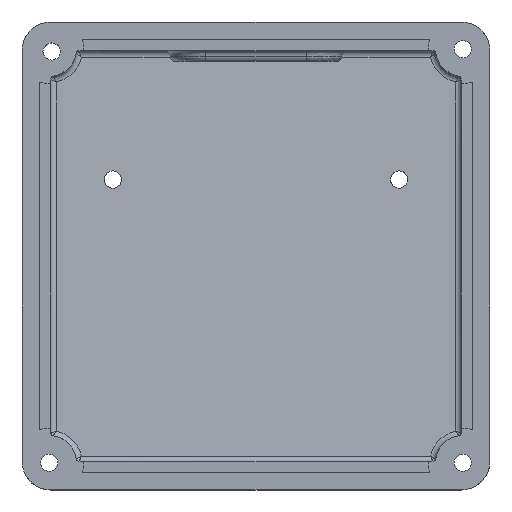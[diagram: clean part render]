
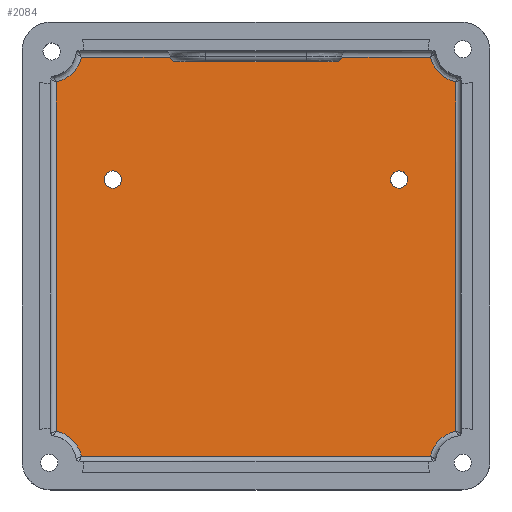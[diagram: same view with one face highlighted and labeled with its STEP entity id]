
A CAD part, top view. The second image highlights one B-rep face of the part: STEP entity #2084.
In plain terms, the highlighted planar face has unit normal (0, 0.087, 0.996).
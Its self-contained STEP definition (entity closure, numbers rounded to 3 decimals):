
#91=FACE_BOUND('',#423,.T.);
#92=FACE_BOUND('',#424,.T.);
#122=PLANE('',#2290);
#288=FACE_OUTER_BOUND('',#422,.T.);
#422=EDGE_LOOP('',(#1765,#1766,#1767,#1768,#1769,#1770,#1771,#1772,#1773,
#1774,#1775,#1776,#1777,#1778));
#423=EDGE_LOOP('',(#1779));
#424=EDGE_LOOP('',(#1780));
#597=LINE('',#3062,#738);
#599=LINE('',#3067,#740);
#603=LINE('',#3155,#744);
#640=LINE('',#4052,#781);
#643=LINE('',#4070,#784);
#646=LINE('',#4101,#787);
#648=LINE('',#4131,#789);
#650=LINE('',#4161,#791);
#738=VECTOR('',#2464,10.);
#740=VECTOR('',#2470,10.);
#744=VECTOR('',#2474,10.);
#781=VECTOR('',#2683,10.);
#784=VECTOR('',#2708,10.);
#787=VECTOR('',#2717,10.);
#789=VECTOR('',#2725,10.);
#791=VECTOR('',#2733,10.);
#858=ELLIPSE('',#2126,1.205,1.2);
#860=ELLIPSE('',#2131,1.205,1.2);
#865=ELLIPSE('',#2228,0.803,0.8);
#866=ELLIPSE('',#2231,0.803,0.8);
#870=ELLIPSE('',#2264,4.618,4.6);
#872=ELLIPSE('',#2267,4.618,4.6);
#874=ELLIPSE('',#2270,4.618,4.6);
#876=ELLIPSE('',#2273,4.618,4.6);
#883=VERTEX_POINT('',#2975);
#886=VERTEX_POINT('',#2985);
#904=VERTEX_POINT('',#3042);
#909=VERTEX_POINT('',#3056);
#911=VERTEX_POINT('',#3066);
#916=VERTEX_POINT('',#3153);
#956=VERTEX_POINT('',#3325);
#960=VERTEX_POINT('',#3373);
#967=VERTEX_POINT('',#3452);
#972=VERTEX_POINT('',#3535);
#977=VERTEX_POINT('',#3618);
#982=VERTEX_POINT('',#3701);
#987=VERTEX_POINT('',#3784);
#992=VERTEX_POINT('',#3867);
#997=VERTEX_POINT('',#3950);
#1002=VERTEX_POINT('',#4033);
#1071=EDGE_CURVE('',#883,#883,#858,.T.);
#1076=EDGE_CURVE('',#886,#886,#860,.T.);
#1111=EDGE_CURVE('',#904,#909,#597,.T.);
#1113=EDGE_CURVE('',#911,#904,#599,.T.);
#1119=EDGE_CURVE('',#909,#916,#603,.T.);
#1188=EDGE_CURVE('',#916,#956,#865,.T.);
#1195=EDGE_CURVE('',#911,#960,#866,.F.);
#1248=EDGE_CURVE('',#960,#1002,#640,.F.);
#1257=EDGE_CURVE('',#956,#967,#643,.T.);
#1260=EDGE_CURVE('',#1002,#997,#870,.T.);
#1262=EDGE_CURVE('',#997,#992,#646,.T.);
#1264=EDGE_CURVE('',#992,#987,#872,.T.);
#1266=EDGE_CURVE('',#987,#982,#648,.T.);
#1268=EDGE_CURVE('',#982,#977,#874,.T.);
#1270=EDGE_CURVE('',#977,#972,#650,.T.);
#1272=EDGE_CURVE('',#972,#967,#876,.T.);
#1765=ORIENTED_EDGE('',*,*,#1248,.F.);
#1766=ORIENTED_EDGE('',*,*,#1195,.F.);
#1767=ORIENTED_EDGE('',*,*,#1113,.T.);
#1768=ORIENTED_EDGE('',*,*,#1111,.T.);
#1769=ORIENTED_EDGE('',*,*,#1119,.T.);
#1770=ORIENTED_EDGE('',*,*,#1188,.T.);
#1771=ORIENTED_EDGE('',*,*,#1257,.T.);
#1772=ORIENTED_EDGE('',*,*,#1272,.F.);
#1773=ORIENTED_EDGE('',*,*,#1270,.F.);
#1774=ORIENTED_EDGE('',*,*,#1268,.F.);
#1775=ORIENTED_EDGE('',*,*,#1266,.F.);
#1776=ORIENTED_EDGE('',*,*,#1264,.F.);
#1777=ORIENTED_EDGE('',*,*,#1262,.F.);
#1778=ORIENTED_EDGE('',*,*,#1260,.F.);
#1779=ORIENTED_EDGE('',*,*,#1071,.T.);
#1780=ORIENTED_EDGE('',*,*,#1076,.T.);
#2084=ADVANCED_FACE('',(#288,#91,#92),#122,.F.);
#2126=AXIS2_PLACEMENT_3D('',#2977,#2368,#2369);
#2131=AXIS2_PLACEMENT_3D('',#2987,#2380,#2381);
#2228=AXIS2_PLACEMENT_3D('',#3326,#2631,#2632);
#2231=AXIS2_PLACEMENT_3D('',#3379,#2639,#2640);
#2264=AXIS2_PLACEMENT_3D('',#4098,#2712,#2713);
#2267=AXIS2_PLACEMENT_3D('',#4128,#2720,#2721);
#2270=AXIS2_PLACEMENT_3D('',#4158,#2728,#2729);
#2273=AXIS2_PLACEMENT_3D('',#4188,#2736,#2737);
#2290=AXIS2_PLACEMENT_3D('',#4242,#2790,#2791);
#2368=DIRECTION('center_axis',(0.,-0.087,-0.996));
#2369=DIRECTION('ref_axis',(0.,-0.996,0.087));
#2380=DIRECTION('center_axis',(0.,-0.087,-0.996));
#2381=DIRECTION('ref_axis',(0.,-0.996,0.087));
#2464=DIRECTION('',(-1.,0.,0.));
#2470=DIRECTION('',(-1.,0.,0.));
#2474=DIRECTION('',(-1.,0.,0.));
#2631=DIRECTION('center_axis',(0.,-0.087,-0.996));
#2632=DIRECTION('ref_axis',(0.,0.996,-0.087));
#2639=DIRECTION('center_axis',(0.,-0.087,-0.996));
#2640=DIRECTION('ref_axis',(0.,0.996,-0.087));
#2683=DIRECTION('',(-1.,0.,0.));
#2708=DIRECTION('',(-1.,0.,0.));
#2712=DIRECTION('center_axis',(0.,0.087,0.996));
#2713=DIRECTION('ref_axis',(0.,-0.996,0.087));
#2717=DIRECTION('',(0.,-0.996,0.087));
#2720=DIRECTION('center_axis',(0.,0.087,0.996));
#2721=DIRECTION('ref_axis',(0.,0.996,-0.087));
#2725=DIRECTION('',(-1.,0.,0.));
#2728=DIRECTION('center_axis',(0.,0.087,0.996));
#2729=DIRECTION('ref_axis',(0.,0.996,-0.087));
#2733=DIRECTION('',(0.,0.996,-0.087));
#2736=DIRECTION('center_axis',(0.,0.087,0.996));
#2737=DIRECTION('ref_axis',(0.,-0.996,0.087));
#2790=DIRECTION('center_axis',(0.,-0.087,-0.996));
#2791=DIRECTION('ref_axis',(1.,0.,0.));
#2975=CARTESIAN_POINT('',(9.775,-17.875,-16.75));
#2977=CARTESIAN_POINT('Origin',(8.575,-17.875,-16.75));
#2985=CARTESIAN_POINT('',(49.775,-17.875,-16.75));
#2987=CARTESIAN_POINT('Origin',(48.575,-17.875,-16.75));
#3042=CARTESIAN_POINT('',(37.575,-1.375,-18.193));
#3056=CARTESIAN_POINT('',(19.575,-1.375,-18.193));
#3062=CARTESIAN_POINT('',(28.575,-1.375,-18.193));
#3066=CARTESIAN_POINT('',(39.778,-1.375,-18.193));
#3067=CARTESIAN_POINT('',(28.575,-1.375,-18.193));
#3153=CARTESIAN_POINT('',(17.372,-1.375,-18.193));
#3155=CARTESIAN_POINT('',(28.575,-1.375,-18.193));
#3325=CARTESIAN_POINT('',(16.59,-0.745,-18.248));
#3326=CARTESIAN_POINT('Origin',(17.372,-0.575,-18.263));
#3373=CARTESIAN_POINT('',(40.56,-0.745,-18.248));
#3379=CARTESIAN_POINT('Origin',(39.778,-0.575,-18.263));
#3452=CARTESIAN_POINT('',(4.165,-0.745,-18.248));
#3535=CARTESIAN_POINT('',(0.675,-4.235,-17.943));
#3618=CARTESIAN_POINT('',(0.675,-53.055,-13.672));
#3701=CARTESIAN_POINT('',(4.165,-56.545,-13.367));
#3784=CARTESIAN_POINT('',(52.985,-56.545,-13.367));
#3867=CARTESIAN_POINT('',(56.475,-53.055,-13.672));
#3950=CARTESIAN_POINT('',(56.475,-4.235,-17.943));
#4033=CARTESIAN_POINT('',(52.985,-0.745,-18.248));
#4052=CARTESIAN_POINT('',(41.128,-0.745,-18.248));
#4070=CARTESIAN_POINT('',(41.128,-0.745,-18.248));
#4098=CARTESIAN_POINT('Origin',(57.475,0.255,-18.336));
#4101=CARTESIAN_POINT('',(56.475,-41.589,-14.675));
#4128=CARTESIAN_POINT('Origin',(57.475,-57.545,-13.279));
#4131=CARTESIAN_POINT('',(16.022,-56.545,-13.367));
#4158=CARTESIAN_POINT('Origin',(-0.325,-57.545,-13.279));
#4161=CARTESIAN_POINT('',(0.675,-16.674,-16.855));
#4188=CARTESIAN_POINT('Origin',(-0.325,0.255,-18.336));
#4242=CARTESIAN_POINT('Origin',(28.575,-28.575,-15.814));
